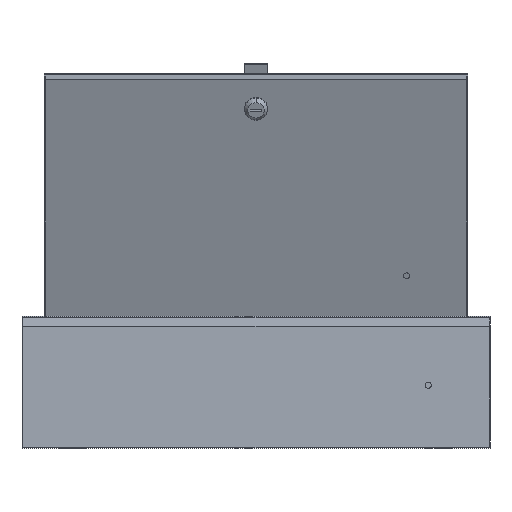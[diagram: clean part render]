
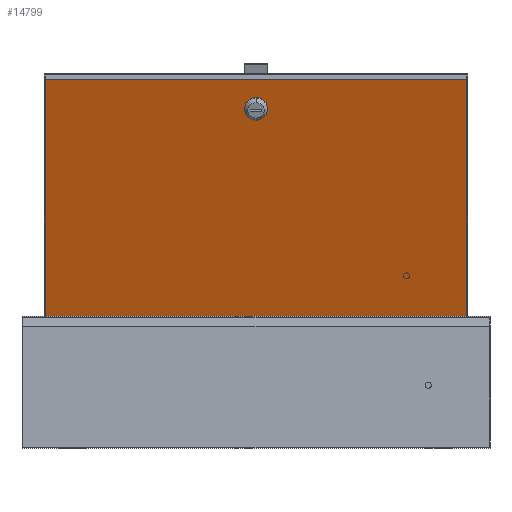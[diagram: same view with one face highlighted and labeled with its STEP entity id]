
A CAD part, left-side view. The second image highlights one B-rep face of the part: STEP entity #14799.
In plain terms, the highlighted face is planar.
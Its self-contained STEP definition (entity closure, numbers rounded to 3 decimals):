
#707 = VERTEX_POINT ( 'NONE', #10306 ) ;
#1448 = EDGE_CURVE ( 'NONE', #5797, #26144, #6378, .T. ) ;
#1509 = CIRCLE ( 'NONE', #4672, 11.5 ) ;
#1802 = CIRCLE ( 'NONE', #6583, 11.5 ) ;
#1905 = FACE_BOUND ( 'NONE', #20572, .T. ) ;
#2848 = EDGE_LOOP ( 'NONE', ( #6507, #25820, #26564, #15947 ) ) ;
#3536 = CARTESIAN_POINT ( 'NONE',  ( 133., 208., 0. ) ) ;
#3889 = VERTEX_POINT ( 'NONE', #5715 ) ;
#4460 = ORIENTED_EDGE ( 'NONE', *, *, #5859, .F. ) ;
#4672 = AXIS2_PLACEMENT_3D ( 'NONE', #21901, #9422, #21469 ) ;
#5684 = DIRECTION ( 'NONE',  ( 0., 0., 1. ) ) ;
#5715 = CARTESIAN_POINT ( 'NONE',  ( -113.5, 0., 0. ) ) ;
#5797 = VERTEX_POINT ( 'NONE', #7163 ) ;
#5859 = EDGE_CURVE ( 'NONE', #21950, #3889, #1509, .T. ) ;
#6378 = LINE ( 'NONE', #8063, #8437 ) ;
#6507 = ORIENTED_EDGE ( 'NONE', *, *, #1448, .T. ) ;
#6583 = AXIS2_PLACEMENT_3D ( 'NONE', #18080, #5684, #23703 ) ;
#6652 = FACE_OUTER_BOUND ( 'NONE', #2848, .T. ) ;
#6803 = DIRECTION ( 'NONE',  ( 0., -1., 0. ) ) ;
#7163 = CARTESIAN_POINT ( 'NONE',  ( -133., 208., 0. ) ) ;
#8063 = CARTESIAN_POINT ( 'NONE',  ( -133., 208., 0. ) ) ;
#8335 = CARTESIAN_POINT ( 'NONE',  ( -133., 208., 0. ) ) ;
#8437 = VECTOR ( 'NONE', #6803, 1000. ) ;
#8930 = VECTOR ( 'NONE', #11178, 1000. ) ;
#9101 = EDGE_CURVE ( 'NONE', #16501, #5797, #19916, .T. ) ;
#9265 = VECTOR ( 'NONE', #18186, 1000. ) ;
#9422 = DIRECTION ( 'NONE',  ( 0., 0., 1. ) ) ;
#10035 = DIRECTION ( 'NONE',  ( 0., 1., 0. ) ) ;
#10306 = CARTESIAN_POINT ( 'NONE',  ( 133., -208., 0. ) ) ;
#10316 = CARTESIAN_POINT ( 'NONE',  ( -90.5, 0., 0. ) ) ;
#10738 = CARTESIAN_POINT ( 'NONE',  ( -133., -208., 0. ) ) ;
#11178 = DIRECTION ( 'NONE',  ( 1., 0., 0. ) ) ;
#11748 = CARTESIAN_POINT ( 'NONE',  ( 0., 0., 0. ) ) ;
#12038 = EDGE_CURVE ( 'NONE', #3889, #21950, #1802, .T. ) ;
#14227 = CARTESIAN_POINT ( 'NONE',  ( -133., -208., 0. ) ) ;
#14371 = CARTESIAN_POINT ( 'NONE',  ( 133., 208., 0. ) ) ;
#14372 = DIRECTION ( 'NONE',  ( 1., 0., 0. ) ) ;
#14753 = ORIENTED_EDGE ( 'NONE', *, *, #12038, .F. ) ;
#14799 = ADVANCED_FACE ( 'NONE', ( #1905, #6652 ), #16055, .T. ) ;
#15947 = ORIENTED_EDGE ( 'NONE', *, *, #9101, .T. ) ;
#16055 = PLANE ( 'NONE',  #23811 ) ;
#16501 = VERTEX_POINT ( 'NONE', #3536 ) ;
#16905 = DIRECTION ( 'NONE',  ( 0., 0., 1. ) ) ;
#18080 = CARTESIAN_POINT ( 'NONE',  ( -102., 0., 0. ) ) ;
#18186 = DIRECTION ( 'NONE',  ( -1., 0., 0. ) ) ;
#19916 = LINE ( 'NONE', #8335, #9265 ) ;
#19939 = VECTOR ( 'NONE', #10035, 1000. ) ;
#20572 = EDGE_LOOP ( 'NONE', ( #4460, #14753 ) ) ;
#21469 = DIRECTION ( 'NONE',  ( 1., 0., 0. ) ) ;
#21671 = LINE ( 'NONE', #14371, #19939 ) ;
#21901 = CARTESIAN_POINT ( 'NONE',  ( -102., 0., 0. ) ) ;
#21947 = EDGE_CURVE ( 'NONE', #26144, #707, #25809, .T. ) ;
#21950 = VERTEX_POINT ( 'NONE', #10316 ) ;
#23105 = EDGE_CURVE ( 'NONE', #707, #16501, #21671, .T. ) ;
#23703 = DIRECTION ( 'NONE',  ( 1., 0., 0. ) ) ;
#23811 = AXIS2_PLACEMENT_3D ( 'NONE', #11748, #16905, #14372 ) ;
#25809 = LINE ( 'NONE', #14227, #8930 ) ;
#25820 = ORIENTED_EDGE ( 'NONE', *, *, #21947, .T. ) ;
#26144 = VERTEX_POINT ( 'NONE', #10738 ) ;
#26564 = ORIENTED_EDGE ( 'NONE', *, *, #23105, .T. ) ;
